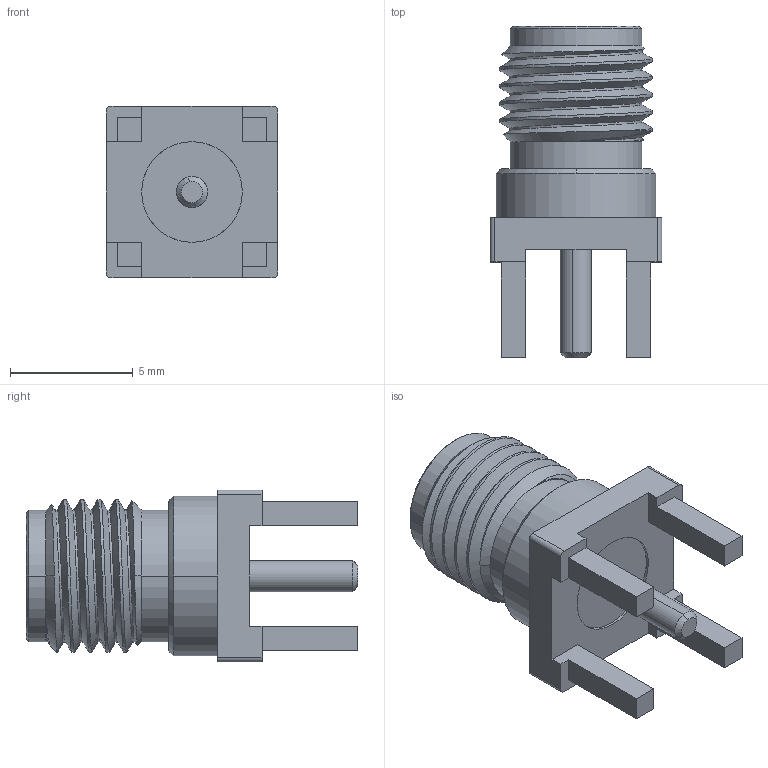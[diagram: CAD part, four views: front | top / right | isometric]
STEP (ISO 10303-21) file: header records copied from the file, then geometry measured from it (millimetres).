
FILE_DESCRIPTION (( 'STEP AP214' ), '1' );
FILE_NAME ('RFPC-SMA28-F.STEP', '2024-08-21T15:35:32', ( '' ), ( '' ), 'SwSTEP 2.0', 'SolidWorks 2021', '' );
FILE_SCHEMA (( 'AUTOMOTIVE_DESIGN' ));
Length unit declared in the file: millimetre
Products named in the file (1): RFPC-SMA28-F
Bounding box: 7 x 13.5 x 7 mm (x, y, z)
Volume: 261.8 mm3; surface area: 685.7 mm2
Topology: 3 solids, 3 shells, 282 faces, 796 edges, 523 vertices
Faces by surface type: plane 130, cylinder 115, cone 29, bspline 8
Entity records: 15144 total; most frequent: CARTESIAN_POINT 4794, ORIENTED_EDGE 1588, DIRECTION 1441, EDGE_CURVE 794, AXIS2_PLACEMENT_3D 525, VERTEX_POINT 523, LINE 391, VECTOR 391
